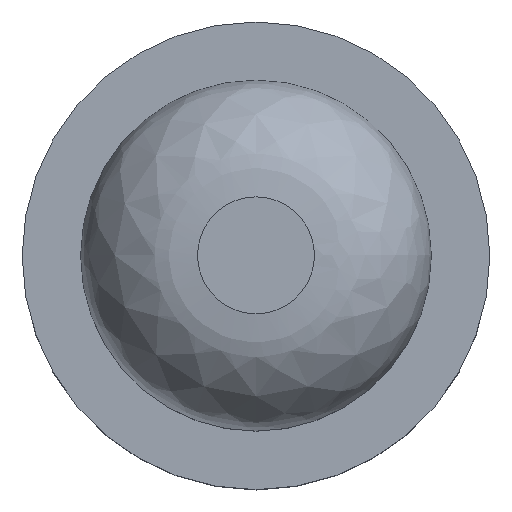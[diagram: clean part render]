
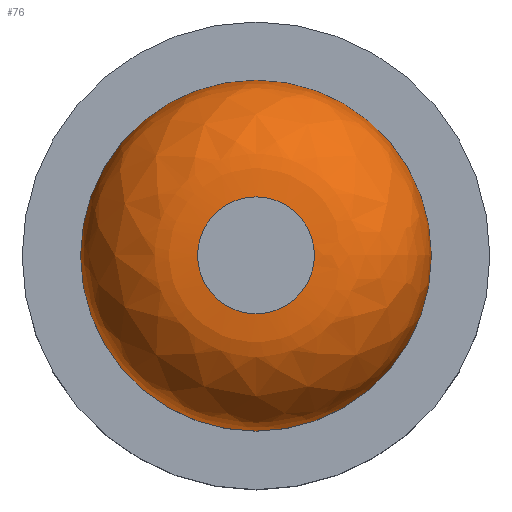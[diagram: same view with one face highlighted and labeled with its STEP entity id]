
A CAD part, top view. The second image highlights one B-rep face of the part: STEP entity #76.
In plain terms, the highlighted free-form (B-spline) face has degree [2, 2] with [3, 9] control points.
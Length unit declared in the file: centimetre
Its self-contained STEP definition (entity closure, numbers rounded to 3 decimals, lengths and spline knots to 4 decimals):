
#22=FACE_OUTER_BOUND($,#27,.T.);
#27=EDGE_LOOP($,(#59,#60,#61,#62,#63,#64));
#36=(
BOUNDED_CURVE()
B_SPLINE_CURVE(2,(#155,#156,#157),.UNSPECIFIED.,.F.,.F.)
B_SPLINE_CURVE_WITH_KNOTS((3,3),(0.,1.5708),.UNSPECIFIED.)
CURVE()
GEOMETRIC_REPRESENTATION_ITEM()
RATIONAL_B_SPLINE_CURVE((1.,0.707,1.))
REPRESENTATION_ITEM($)
);
#37=CIRCLE($,#85,0.15);
#38=CIRCLE($,#86,0.05);
#39=CIRCLE($,#87,0.05);
#40=CIRCLE($,#88,0.15);
#44=VERTEX_POINT($,#151);
#45=VERTEX_POINT($,#152);
#46=VERTEX_POINT($,#154);
#47=VERTEX_POINT($,#158);
#51=EDGE_CURVE($,#44,#45,#37,.T.);
#52=EDGE_CURVE($,#45,#46,#36,.T.);
#53=EDGE_CURVE($,#46,#47,#38,.T.);
#54=EDGE_CURVE($,#47,#46,#39,.T.);
#55=EDGE_CURVE($,#45,#44,#40,.T.);
#59=ORIENTED_EDGE($,*,*,#51,.T.);
#60=ORIENTED_EDGE($,*,*,#52,.T.);
#61=ORIENTED_EDGE($,*,*,#53,.T.);
#62=ORIENTED_EDGE($,*,*,#54,.T.);
#63=ORIENTED_EDGE($,*,*,#52,.F.);
#64=ORIENTED_EDGE($,*,*,#55,.T.);
#75=(
BOUNDED_SURFACE()
B_SPLINE_SURFACE(2,2,((#124,#125,#126,#127,#128,#129,#130,#131,#132),(#133,
#134,#135,#136,#137,#138,#139,#140,#141),(#142,#143,#144,#145,#146,#147,
#148,#149,#150)),.UNSPECIFIED.,.F.,.T.,.F.)
B_SPLINE_SURFACE_WITH_KNOTS((3,3),(3,2,2,2,3),(-1.5708,0.),(-3.1416,
-1.5708,0.,1.5708,3.1416),.UNSPECIFIED.)
GEOMETRIC_REPRESENTATION_ITEM()
RATIONAL_B_SPLINE_SURFACE(((1.,0.707,1.,0.707,1.,
0.707,1.,0.707,1.),(0.707,0.5,
0.707,0.5,0.707,0.5,
0.707,0.5,0.707),(1.,0.707,
1.,0.707,1.,0.707,1.,0.707,1.)))
REPRESENTATION_ITEM($)
SURFACE()
);
#76=ADVANCED_FACE($,(#22),#75,.F.);
#85=AXIS2_PLACEMENT_3D($,#153,#99,#100);
#86=AXIS2_PLACEMENT_3D($,#159,#101,#102);
#87=AXIS2_PLACEMENT_3D($,#160,#103,#104);
#88=AXIS2_PLACEMENT_3D($,#161,#105,#106);
#99=DIRECTION('center_axis',(0.,0.,1.));
#100=DIRECTION('ref_axis',(1.,0.,0.));
#101=DIRECTION('center_axis',(0.,0.,-1.));
#102=DIRECTION('ref_axis',(1.,0.,0.));
#103=DIRECTION('center_axis',(0.,0.,-1.));
#104=DIRECTION('ref_axis',(1.,0.,0.));
#105=DIRECTION('center_axis',(0.,0.,1.));
#106=DIRECTION('ref_axis',(1.,0.,0.));
#124=CARTESIAN_POINT('Ctrl Pts',(-9.2608,10.1499,0.915));
#125=CARTESIAN_POINT('Ctrl Pts',(-9.2608,10.0999,0.915));
#126=CARTESIAN_POINT('Ctrl Pts',(-9.3108,10.0999,0.915));
#127=CARTESIAN_POINT('Ctrl Pts',(-9.3608,10.0999,0.915));
#128=CARTESIAN_POINT('Ctrl Pts',(-9.3608,10.1499,0.915));
#129=CARTESIAN_POINT('Ctrl Pts',(-9.3608,10.1999,0.915));
#130=CARTESIAN_POINT('Ctrl Pts',(-9.3108,10.1999,0.915));
#131=CARTESIAN_POINT('Ctrl Pts',(-9.2608,10.1999,0.915));
#132=CARTESIAN_POINT('Ctrl Pts',(-9.2608,10.1499,0.915));
#133=CARTESIAN_POINT('Ctrl Pts',(-9.1608,10.1499,0.915));
#134=CARTESIAN_POINT('Ctrl Pts',(-9.1608,9.9999,0.915));
#135=CARTESIAN_POINT('Ctrl Pts',(-9.3108,9.9999,0.915));
#136=CARTESIAN_POINT('Ctrl Pts',(-9.4608,9.9999,0.915));
#137=CARTESIAN_POINT('Ctrl Pts',(-9.4608,10.1499,0.915));
#138=CARTESIAN_POINT('Ctrl Pts',(-9.4608,10.2999,0.915));
#139=CARTESIAN_POINT('Ctrl Pts',(-9.3108,10.2999,0.915));
#140=CARTESIAN_POINT('Ctrl Pts',(-9.1608,10.2999,0.915));
#141=CARTESIAN_POINT('Ctrl Pts',(-9.1608,10.1499,0.915));
#142=CARTESIAN_POINT('Ctrl Pts',(-9.1608,10.1499,0.815));
#143=CARTESIAN_POINT('Ctrl Pts',(-9.1608,9.9999,0.815));
#144=CARTESIAN_POINT('Ctrl Pts',(-9.3108,9.9999,0.815));
#145=CARTESIAN_POINT('Ctrl Pts',(-9.4608,9.9999,0.815));
#146=CARTESIAN_POINT('Ctrl Pts',(-9.4608,10.1499,0.815));
#147=CARTESIAN_POINT('Ctrl Pts',(-9.4608,10.2999,0.815));
#148=CARTESIAN_POINT('Ctrl Pts',(-9.3108,10.2999,0.815));
#149=CARTESIAN_POINT('Ctrl Pts',(-9.1608,10.2999,0.815));
#150=CARTESIAN_POINT('Ctrl Pts',(-9.1608,10.1499,0.815));
#151=CARTESIAN_POINT('',(-9.4608,10.1499,0.815));
#152=CARTESIAN_POINT('',(-9.1608,10.1499,0.815));
#153=CARTESIAN_POINT('Origin',(-9.3108,10.1499,0.815));
#154=CARTESIAN_POINT('',(-9.2608,10.1499,0.915));
#155=CARTESIAN_POINT('Ctrl Pts',(-9.1608,10.1499,0.815));
#156=CARTESIAN_POINT('Ctrl Pts',(-9.1608,10.1499,0.915));
#157=CARTESIAN_POINT('Ctrl Pts',(-9.2608,10.1499,0.915));
#158=CARTESIAN_POINT('',(-9.3608,10.1499,0.915));
#159=CARTESIAN_POINT('Origin',(-9.3108,10.1499,0.915));
#160=CARTESIAN_POINT('Origin',(-9.3108,10.1499,0.915));
#161=CARTESIAN_POINT('Origin',(-9.3108,10.1499,0.815));
